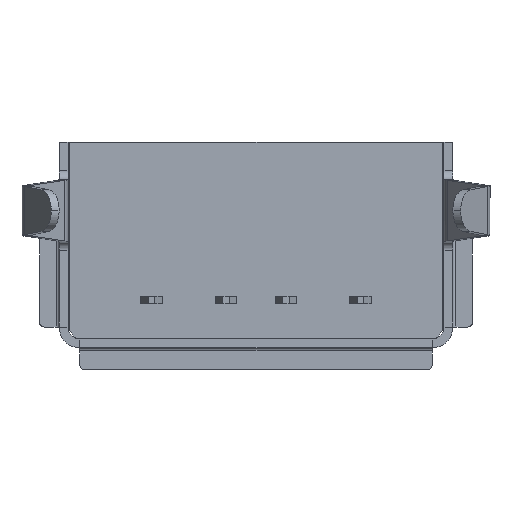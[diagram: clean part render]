
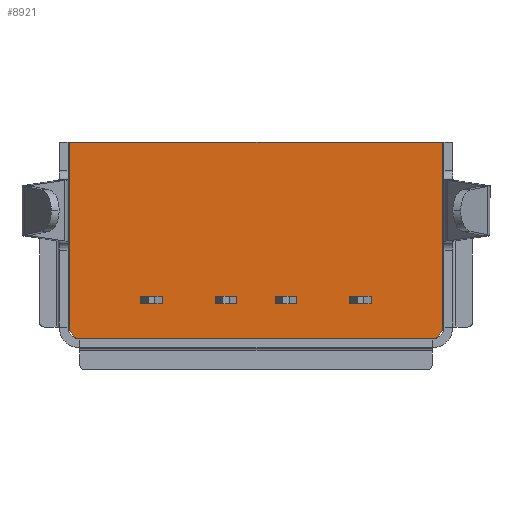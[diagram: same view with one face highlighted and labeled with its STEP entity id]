
A CAD part, front view. The second image highlights one B-rep face of the part: STEP entity #8921.
In plain terms, the highlighted planar face has unit normal (0, -1, 0).
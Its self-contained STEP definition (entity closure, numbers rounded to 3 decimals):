
#488 = AXIS2_PLACEMENT_3D ( 'NONE', #10029, #11444, #4200 ) ;
#567 = VERTEX_POINT ( 'NONE', #17962 ) ;
#661 = VERTEX_POINT ( 'NONE', #9361 ) ;
#1340 = FACE_OUTER_BOUND ( 'NONE', #10161, .T. ) ;
#1609 = EDGE_CURVE ( 'NONE', #4598, #17877, #16346, .T. ) ;
#1787 = VECTOR ( 'NONE', #8248, 1000. ) ;
#2389 = DIRECTION ( 'NONE',  ( 0., 0., 1. ) ) ;
#2427 = VECTOR ( 'NONE', #6509, 1000. ) ;
#2604 = CIRCLE ( 'NONE', #488, 0.4 ) ;
#2692 = EDGE_CURVE ( 'NONE', #4905, #661, #2604, .T. ) ;
#3470 = DIRECTION ( 'NONE',  ( 0., -1., 0. ) ) ;
#3487 = ORIENTED_EDGE ( 'NONE', *, *, #14090, .T. ) ;
#3850 = ORIENTED_EDGE ( 'NONE', *, *, #1609, .T. ) ;
#4010 = CARTESIAN_POINT ( 'NONE',  ( -6.25, 0., -15.828 ) ) ;
#4200 = DIRECTION ( 'NONE',  ( 0., 0., -1. ) ) ;
#4598 = VERTEX_POINT ( 'NONE', #11053 ) ;
#4726 = EDGE_CURVE ( 'NONE', #4905, #17877, #5857, .T. ) ;
#4905 = VERTEX_POINT ( 'NONE', #17876 ) ;
#5392 = LINE ( 'NONE', #10758, #16204 ) ;
#5685 = CARTESIAN_POINT ( 'NONE',  ( 6.25, 0., 4.04 ) ) ;
#5857 = LINE ( 'NONE', #10320, #16676 ) ;
#6509 = DIRECTION ( 'NONE',  ( 1., 0., 0. ) ) ;
#6688 = CARTESIAN_POINT ( 'NONE',  ( 6.25, 0., 4.04 ) ) ;
#7035 = ORIENTED_EDGE ( 'NONE', *, *, #4726, .F. ) ;
#7355 = LINE ( 'NONE', #4010, #1787 ) ;
#8248 = DIRECTION ( 'NONE',  ( 0., 0., 1. ) ) ;
#8921 = ADVANCED_FACE ( 'NONE', ( #1340 ), #9006, .T. ) ;
#9006 = PLANE ( 'NONE',  #12788 ) ;
#9061 = DIRECTION ( 'NONE',  ( 0., 0., -1. ) ) ;
#9129 = EDGE_CURVE ( 'NONE', #567, #15494, #9555, .T. ) ;
#9361 = CARTESIAN_POINT ( 'NONE',  ( 6.25, 0., -2.16 ) ) ;
#9555 = LINE ( 'NONE', #6688, #2427 ) ;
#10029 = CARTESIAN_POINT ( 'NONE',  ( 5.85, 0., -2.16 ) ) ;
#10161 = EDGE_LOOP ( 'NONE', ( #3487, #13063, #12768, #3850, #7035, #17482 ) ) ;
#10282 = CARTESIAN_POINT ( 'NONE',  ( -5.85, 0., -2.56 ) ) ;
#10320 = CARTESIAN_POINT ( 'NONE',  ( 6.25, 0., -2.56 ) ) ;
#10758 = CARTESIAN_POINT ( 'NONE',  ( 6.25, 0., -15.828 ) ) ;
#11053 = CARTESIAN_POINT ( 'NONE',  ( -6.25, 0., -2.16 ) ) ;
#11444 = DIRECTION ( 'NONE',  ( 0., -1., 0. ) ) ;
#11643 = CARTESIAN_POINT ( 'NONE',  ( -5.85, 0., -2.16 ) ) ;
#11739 = DIRECTION ( 'NONE',  ( -1., 0., 0. ) ) ;
#12768 = ORIENTED_EDGE ( 'NONE', *, *, #15336, .F. ) ;
#12788 = AXIS2_PLACEMENT_3D ( 'NONE', #17471, #3470, #13234 ) ;
#13063 = ORIENTED_EDGE ( 'NONE', *, *, #9129, .F. ) ;
#13234 = DIRECTION ( 'NONE',  ( 0., 0., -1. ) ) ;
#14090 = EDGE_CURVE ( 'NONE', #661, #15494, #5392, .T. ) ;
#15271 = AXIS2_PLACEMENT_3D ( 'NONE', #11643, #17410, #9061 ) ;
#15336 = EDGE_CURVE ( 'NONE', #4598, #567, #7355, .T. ) ;
#15494 = VERTEX_POINT ( 'NONE', #5685 ) ;
#16204 = VECTOR ( 'NONE', #2389, 1000. ) ;
#16346 = CIRCLE ( 'NONE', #15271, 0.4 ) ;
#16676 = VECTOR ( 'NONE', #11739, 1000. ) ;
#17410 = DIRECTION ( 'NONE',  ( 0., -1., 0. ) ) ;
#17471 = CARTESIAN_POINT ( 'NONE',  ( 6.25, 0., -15.828 ) ) ;
#17482 = ORIENTED_EDGE ( 'NONE', *, *, #2692, .T. ) ;
#17876 = CARTESIAN_POINT ( 'NONE',  ( 5.85, 0., -2.56 ) ) ;
#17877 = VERTEX_POINT ( 'NONE', #10282 ) ;
#17962 = CARTESIAN_POINT ( 'NONE',  ( -6.25, 0., 4.04 ) ) ;
